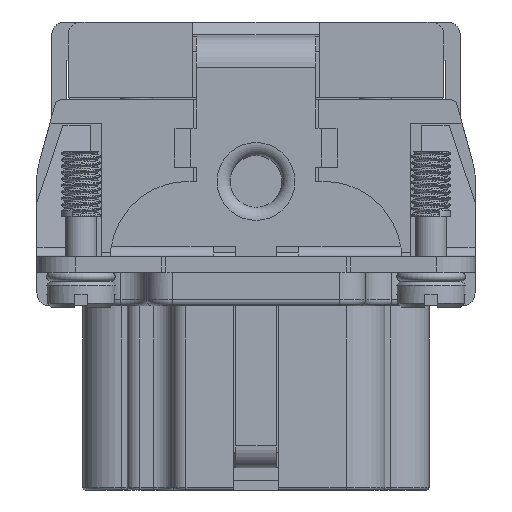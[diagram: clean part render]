
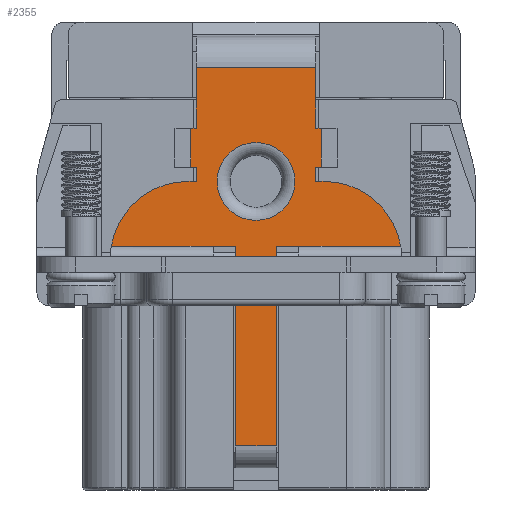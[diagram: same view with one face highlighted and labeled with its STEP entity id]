
A CAD part, left-side view. The second image highlights one B-rep face of the part: STEP entity #2355.
In plain terms, the highlighted planar face has unit normal (-1, 0, 0).
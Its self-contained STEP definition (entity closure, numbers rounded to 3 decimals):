
#876=CIRCLE('',#21588,3.);
#877=CIRCLE('',#21589,6.);
#878=CIRCLE('',#21590,6.);
#1735=FACE_BOUND('',#5261,.T.);
#1736=FACE_BOUND('',#5262,.T.);
#2355=ADVANCED_FACE('',(#1735,#1736),#3317,.T.);
#3317=PLANE('',#21591);
#5261=EDGE_LOOP('',(#8336));
#5262=EDGE_LOOP('',(#8337,#8338,#8339,#8340,#8341,#8342,#8343,#8344,#8345,
#8346,#8347,#8348,#8349,#8350,#8351,#8352,#8353,#8354,#8355,#8356,#8357,
#8358));
#8336=ORIENTED_EDGE('',*,*,#15205,.F.);
#8337=ORIENTED_EDGE('',*,*,#15206,.F.);
#8338=ORIENTED_EDGE('',*,*,#15203,.F.);
#8339=ORIENTED_EDGE('',*,*,#15207,.T.);
#8340=ORIENTED_EDGE('',*,*,#15191,.F.);
#8341=ORIENTED_EDGE('',*,*,#15208,.T.);
#8342=ORIENTED_EDGE('',*,*,#15209,.F.);
#8343=ORIENTED_EDGE('',*,*,#15210,.F.);
#8344=ORIENTED_EDGE('',*,*,#15211,.F.);
#8345=ORIENTED_EDGE('',*,*,#15212,.F.);
#8346=ORIENTED_EDGE('',*,*,#15213,.F.);
#8347=ORIENTED_EDGE('',*,*,#15214,.T.);
#8348=ORIENTED_EDGE('',*,*,#15215,.T.);
#8349=ORIENTED_EDGE('',*,*,#15216,.F.);
#8350=ORIENTED_EDGE('',*,*,#15217,.F.);
#8351=ORIENTED_EDGE('',*,*,#15218,.T.);
#8352=ORIENTED_EDGE('',*,*,#15219,.F.);
#8353=ORIENTED_EDGE('',*,*,#15220,.T.);
#8354=ORIENTED_EDGE('',*,*,#15221,.T.);
#8355=ORIENTED_EDGE('',*,*,#15222,.T.);
#8356=ORIENTED_EDGE('',*,*,#15223,.T.);
#8357=ORIENTED_EDGE('',*,*,#15224,.F.);
#8358=ORIENTED_EDGE('',*,*,#15225,.T.);
#12837=VERTEX_POINT('',#31167);
#12840=VERTEX_POINT('',#31178);
#12841=VERTEX_POINT('',#31179);
#12850=VERTEX_POINT('',#31200);
#12851=VERTEX_POINT('',#31202);
#12852=VERTEX_POINT('',#31206);
#12853=VERTEX_POINT('',#31208);
#12854=VERTEX_POINT('',#31212);
#12855=VERTEX_POINT('',#31214);
#12856=VERTEX_POINT('',#31216);
#12857=VERTEX_POINT('',#31218);
#12858=VERTEX_POINT('',#31220);
#12859=VERTEX_POINT('',#31222);
#12860=VERTEX_POINT('',#31224);
#12861=VERTEX_POINT('',#31226);
#12862=VERTEX_POINT('',#31228);
#12863=VERTEX_POINT('',#31230);
#12864=VERTEX_POINT('',#31232);
#12865=VERTEX_POINT('',#31234);
#12866=VERTEX_POINT('',#31236);
#12867=VERTEX_POINT('',#31238);
#12868=VERTEX_POINT('',#31240);
#12869=VERTEX_POINT('',#31242);
#15191=EDGE_CURVE('',#12840,#12841,#17795,.T.);
#15203=EDGE_CURVE('',#12850,#12851,#17803,.T.);
#15205=EDGE_CURVE('',#12852,#12852,#876,.T.);
#15206=EDGE_CURVE('',#12851,#12853,#17805,.T.);
#15207=EDGE_CURVE('',#12850,#12841,#17806,.T.);
#15208=EDGE_CURVE('',#12840,#12837,#17807,.T.);
#15209=EDGE_CURVE('',#12854,#12837,#17808,.T.);
#15210=EDGE_CURVE('',#12855,#12854,#877,.T.);
#15211=EDGE_CURVE('',#12856,#12855,#17809,.T.);
#15212=EDGE_CURVE('',#12857,#12856,#17810,.T.);
#15213=EDGE_CURVE('',#12858,#12857,#17811,.T.);
#15214=EDGE_CURVE('',#12858,#12859,#17812,.T.);
#15215=EDGE_CURVE('',#12859,#12860,#17813,.T.);
#15216=EDGE_CURVE('',#12861,#12860,#17814,.T.);
#15217=EDGE_CURVE('',#12862,#12861,#17815,.T.);
#15218=EDGE_CURVE('',#12862,#12863,#17816,.T.);
#15219=EDGE_CURVE('',#12864,#12863,#17817,.T.);
#15220=EDGE_CURVE('',#12864,#12865,#17818,.T.);
#15221=EDGE_CURVE('',#12865,#12866,#17819,.T.);
#15222=EDGE_CURVE('',#12866,#12867,#17820,.T.);
#15223=EDGE_CURVE('',#12867,#12868,#17821,.T.);
#15224=EDGE_CURVE('',#12869,#12868,#878,.T.);
#15225=EDGE_CURVE('',#12869,#12853,#17822,.T.);
#17795=LINE('',#31177,#19721);
#17803=LINE('',#31201,#19729);
#17805=LINE('',#31207,#19731);
#17806=LINE('',#31209,#19732);
#17807=LINE('',#31210,#19733);
#17808=LINE('',#31211,#19734);
#17809=LINE('',#31215,#19735);
#17810=LINE('',#31217,#19736);
#17811=LINE('',#31219,#19737);
#17812=LINE('',#31221,#19738);
#17813=LINE('',#31223,#19739);
#17814=LINE('',#31225,#19740);
#17815=LINE('',#31227,#19741);
#17816=LINE('',#31229,#19742);
#17817=LINE('',#31231,#19743);
#17818=LINE('',#31233,#19744);
#17819=LINE('',#31235,#19745);
#17820=LINE('',#31237,#19746);
#17821=LINE('',#31239,#19747);
#17822=LINE('',#31243,#19748);
#19721=VECTOR('',#25223,1.);
#19729=VECTOR('',#25241,1.);
#19731=VECTOR('',#25247,1.);
#19732=VECTOR('',#25248,1.);
#19733=VECTOR('',#25249,1.);
#19734=VECTOR('',#25250,1.);
#19735=VECTOR('',#25253,1.);
#19736=VECTOR('',#25254,1.);
#19737=VECTOR('',#25255,1.);
#19738=VECTOR('',#25256,1.);
#19739=VECTOR('',#25257,1.);
#19740=VECTOR('',#25258,1.);
#19741=VECTOR('',#25259,1.);
#19742=VECTOR('',#25260,1.);
#19743=VECTOR('',#25261,1.);
#19744=VECTOR('',#25262,1.);
#19745=VECTOR('',#25263,1.);
#19746=VECTOR('',#25264,1.);
#19747=VECTOR('',#25265,1.);
#19748=VECTOR('',#25268,1.);
#21588=AXIS2_PLACEMENT_3D('',#31205,#25245,#25246);
#21589=AXIS2_PLACEMENT_3D('',#31213,#25251,#25252);
#21590=AXIS2_PLACEMENT_3D('',#31241,#25266,#25267);
#21591=AXIS2_PLACEMENT_3D('',#31244,#25269,#25270);
#25223=DIRECTION('',(0.,0.,-1.));
#25241=DIRECTION('',(0.,0.,1.));
#25245=DIRECTION('',(-1.,0.,0.));
#25246=DIRECTION('',(0.,0.,1.));
#25247=DIRECTION('',(0.,1.,0.));
#25248=DIRECTION('',(0.,-1.,0.));
#25249=DIRECTION('',(0.,-1.,0.));
#25250=DIRECTION('',(0.,1.,0.));
#25251=DIRECTION('',(1.,0.,0.));
#25252=DIRECTION('',(0.,0.,1.));
#25253=DIRECTION('',(0.,-1.,0.));
#25254=DIRECTION('',(0.,0.,-1.));
#25255=DIRECTION('',(0.,1.,0.));
#25256=DIRECTION('',(0.,0.,1.));
#25257=DIRECTION('',(0.,1.,0.));
#25258=DIRECTION('',(0.,0.,-1.));
#25259=DIRECTION('',(0.,-1.,0.));
#25260=DIRECTION('',(0.,0.,-1.));
#25261=DIRECTION('',(0.,-1.,0.));
#25262=DIRECTION('',(0.,0.,-1.));
#25263=DIRECTION('',(0.,-1.,0.));
#25264=DIRECTION('',(0.,0.,-1.));
#25265=DIRECTION('',(0.,1.,0.));
#25266=DIRECTION('',(1.,0.,0.));
#25267=DIRECTION('',(0.,0.,1.));
#25268=DIRECTION('',(0.,-1.,0.));
#25269=DIRECTION('',(-1.,0.,0.));
#25270=DIRECTION('',(0.,0.,-1.));
#31167=CARTESIAN_POINT('',(-16.3,-3.3,18.7));
#31177=CARTESIAN_POINT('',(-16.3,-1.55,15.7));
#31178=CARTESIAN_POINT('',(-16.3,-1.55,18.7));
#31179=CARTESIAN_POINT('',(-16.3,-1.55,3.3));
#31200=CARTESIAN_POINT('',(-16.3,1.55,3.3));
#31201=CARTESIAN_POINT('',(-16.3,1.55,15.7));
#31202=CARTESIAN_POINT('',(-16.3,1.55,18.7));
#31205=CARTESIAN_POINT('',(-16.3,0.,23.7));
#31206=CARTESIAN_POINT('',(-16.3,0.,26.7));
#31207=CARTESIAN_POINT('',(-16.3,9.646,18.7));
#31208=CARTESIAN_POINT('',(-16.3,3.3,18.7));
#31209=CARTESIAN_POINT('',(-16.3,0.,3.3));
#31210=CARTESIAN_POINT('',(-16.3,0.,18.7));
#31211=CARTESIAN_POINT('',(-16.3,0.,18.7));
#31212=CARTESIAN_POINT('',(-16.3,-11.166,18.7));
#31213=CARTESIAN_POINT('',(-16.3,-5.25,17.7));
#31214=CARTESIAN_POINT('',(-16.3,-5.25,23.7));
#31215=CARTESIAN_POINT('',(-16.3,-4.5,23.7));
#31216=CARTESIAN_POINT('',(-16.3,-4.6,23.7));
#31217=CARTESIAN_POINT('',(-16.3,-4.6,16.5));
#31218=CARTESIAN_POINT('',(-16.3,-4.6,24.8));
#31219=CARTESIAN_POINT('',(-16.3,-4.65,24.8));
#31220=CARTESIAN_POINT('',(-16.3,-5.05,24.8));
#31221=CARTESIAN_POINT('',(-16.3,-5.05,16.5));
#31222=CARTESIAN_POINT('',(-16.3,-5.05,27.8));
#31223=CARTESIAN_POINT('',(-16.3,0.,27.8));
#31224=CARTESIAN_POINT('',(-16.3,-4.6,27.8));
#31225=CARTESIAN_POINT('',(-16.3,-4.6,16.5));
#31226=CARTESIAN_POINT('',(-16.3,-4.6,32.5));
#31227=CARTESIAN_POINT('',(-16.3,0.,32.5));
#31228=CARTESIAN_POINT('',(-16.3,4.6,32.5));
#31229=CARTESIAN_POINT('',(-16.3,4.6,16.5));
#31230=CARTESIAN_POINT('',(-16.3,4.6,27.8));
#31231=CARTESIAN_POINT('',(-16.3,3.7,27.8));
#31232=CARTESIAN_POINT('',(-16.3,5.05,27.8));
#31233=CARTESIAN_POINT('',(-16.3,5.05,16.5));
#31234=CARTESIAN_POINT('',(-16.3,5.05,24.8));
#31235=CARTESIAN_POINT('',(-16.3,0.,24.8));
#31236=CARTESIAN_POINT('',(-16.3,4.6,24.8));
#31237=CARTESIAN_POINT('',(-16.3,4.6,16.5));
#31238=CARTESIAN_POINT('',(-16.3,4.6,23.7));
#31239=CARTESIAN_POINT('',(-16.3,0.,23.7));
#31240=CARTESIAN_POINT('',(-16.3,5.25,23.7));
#31241=CARTESIAN_POINT('',(-16.3,5.25,17.7));
#31242=CARTESIAN_POINT('',(-16.3,11.166,18.7));
#31243=CARTESIAN_POINT('',(-16.3,9.646,18.7));
#31244=CARTESIAN_POINT('',(-16.3,0.,16.5));
